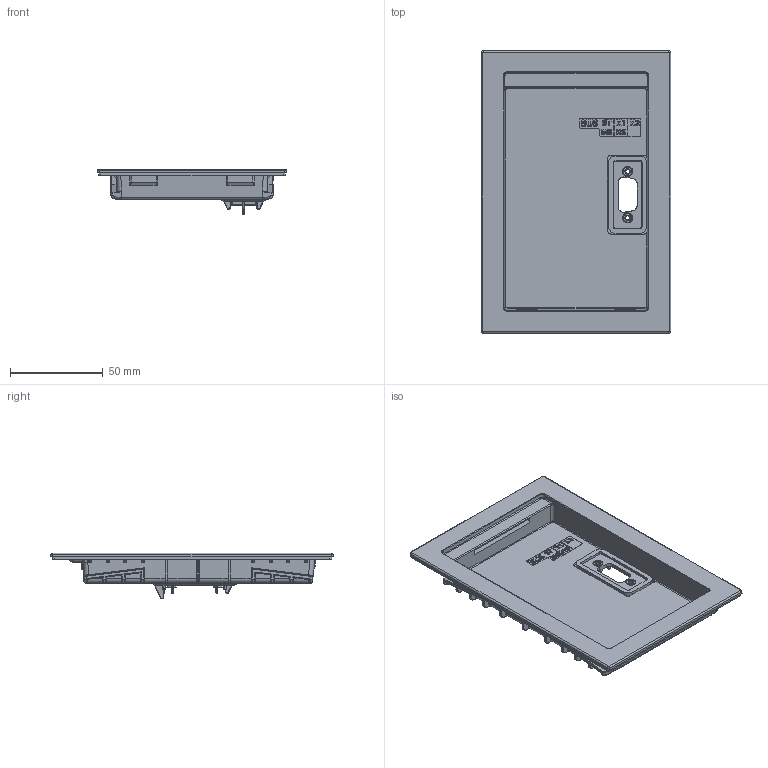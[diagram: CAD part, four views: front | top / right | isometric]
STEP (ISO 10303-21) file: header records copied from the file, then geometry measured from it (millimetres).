
FILE_DESCRIPTION((''),'2;1');
FILE_NAME('136B0207_ASM','2024-06-04T14:21:52',('U241412'),('Danfoss Drives'),'CREO PARAMETRIC BY PTC INC, 2022124','CREO PARAMETRIC BY PTC INC, 2022124','');
FILE_SCHEMA(('CONFIG_CONTROL_DESIGN','GEOMETRIC_VALIDATION_PROPERTIES_MIM'));
Products named in the file (5): 136B0209; 136B0210; 136B0218; 136B0980; 136B0207_ASM
Assembly tree (5 placements, depth 2):
  136B0207_ASM
    136B0209
    136B0210
    136B0218
    136B0980  x2
Bounding box: 102 x 152 x 24.64 mm (x, y, z)
Volume: 48950.8 mm3; surface area: 54086.7 mm2
Topology: 5 solids, 7 shells, 1275 faces, 3207 edges, 1974 vertices
Faces by surface type: plane 444, cylinder 433, bspline 264, extrusion 90, cone 32, sphere 6, torus 6
Entity records: 76073 total; most frequent: CARTESIAN_POINT 38664, ORIENTED_EDGE 6330, DIRECTION 4709, PRESENTATION_STYLE_ASSIGNMENT 3175, STYLED_ITEM 3172, CURVE_STYLE 3167, EDGE_CURVE 3167, VERTEX_POINT 1950
